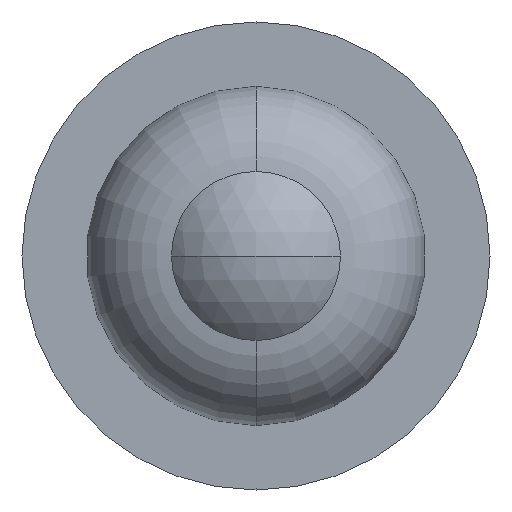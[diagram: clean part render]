
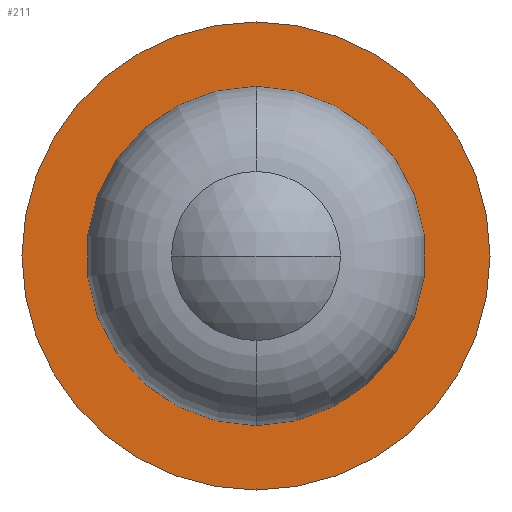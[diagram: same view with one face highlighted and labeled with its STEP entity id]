
A CAD part, front view. The second image highlights one B-rep face of the part: STEP entity #211.
In plain terms, the highlighted planar face has unit normal (0, -1, 0).
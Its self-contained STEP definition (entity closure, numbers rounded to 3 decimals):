
#7 = CIRCLE ( 'NONE', #83, 5.03 ) ;
#15 = VERTEX_POINT ( 'NONE', #263 ) ;
#17 = DIRECTION ( 'NONE',  ( 0., 0., -1. ) ) ;
#29 = EDGE_CURVE ( 'NONE', #15, #135, #294, .T. ) ;
#45 = CARTESIAN_POINT ( 'NONE',  ( 0., 25.3, 5.03 ) ) ;
#49 = CARTESIAN_POINT ( 'NONE',  ( 0., 25.3, 0. ) ) ;
#72 = EDGE_CURVE ( 'NONE', #258, #98, #7, .T. ) ;
#78 = CARTESIAN_POINT ( 'NONE',  ( 0., 25.3, 2.515 ) ) ;
#79 = FACE_OUTER_BOUND ( 'NONE', #153, .T. ) ;
#83 = AXIS2_PLACEMENT_3D ( 'NONE', #49, #167, #321 ) ;
#96 = DIRECTION ( 'NONE',  ( 0., -1., 0. ) ) ;
#98 = VERTEX_POINT ( 'NONE', #302 ) ;
#99 = CIRCLE ( 'NONE', #150, 2.515 ) ;
#111 = ORIENTED_EDGE ( 'NONE', *, *, #362, .T. ) ;
#118 = ORIENTED_EDGE ( 'NONE', *, *, #131, .F. ) ;
#119 = DIRECTION ( 'NONE',  ( 0., -1., 0. ) ) ;
#120 = CARTESIAN_POINT ( 'NONE',  ( 0., 25.3, 0. ) ) ;
#131 = EDGE_CURVE ( 'NONE', #135, #15, #99, .T. ) ;
#135 = VERTEX_POINT ( 'NONE', #78 ) ;
#145 = CARTESIAN_POINT ( 'NONE',  ( 2.515, 25.3, 0. ) ) ;
#150 = AXIS2_PLACEMENT_3D ( 'NONE', #347, #227, #332 ) ;
#153 = EDGE_LOOP ( 'NONE', ( #111, #165 ) ) ;
#163 = DIRECTION ( 'NONE',  ( 0., 0., -1. ) ) ;
#165 = ORIENTED_EDGE ( 'NONE', *, *, #72, .T. ) ;
#167 = DIRECTION ( 'NONE',  ( 0., -1., 0. ) ) ;
#176 = ORIENTED_EDGE ( 'NONE', *, *, #29, .F. ) ;
#190 = PLANE ( 'NONE',  #317 ) ;
#211 = ADVANCED_FACE ( 'NONE', ( #79, #220 ), #190, .T. ) ;
#220 = FACE_BOUND ( 'NONE', #286, .T. ) ;
#227 = DIRECTION ( 'NONE',  ( 0., -1., 0. ) ) ;
#250 = CIRCLE ( 'NONE', #324, 5.03 ) ;
#258 = VERTEX_POINT ( 'NONE', #45 ) ;
#263 = CARTESIAN_POINT ( 'NONE',  ( 0., 25.3, -2.515 ) ) ;
#286 = EDGE_LOOP ( 'NONE', ( #176, #118 ) ) ;
#293 = AXIS2_PLACEMENT_3D ( 'NONE', #120, #119, #163 ) ;
#294 = CIRCLE ( 'NONE', #293, 2.515 ) ;
#302 = CARTESIAN_POINT ( 'NONE',  ( 0., 25.3, -5.03 ) ) ;
#317 = AXIS2_PLACEMENT_3D ( 'NONE', #145, #96, #17 ) ;
#321 = DIRECTION ( 'NONE',  ( 0., 0., -1. ) ) ;
#324 = AXIS2_PLACEMENT_3D ( 'NONE', #356, #361, #364 ) ;
#332 = DIRECTION ( 'NONE',  ( 0., 0., -1. ) ) ;
#347 = CARTESIAN_POINT ( 'NONE',  ( 0., 25.3, 0. ) ) ;
#356 = CARTESIAN_POINT ( 'NONE',  ( 0., 25.3, 0. ) ) ;
#361 = DIRECTION ( 'NONE',  ( 0., -1., 0. ) ) ;
#362 = EDGE_CURVE ( 'NONE', #98, #258, #250, .T. ) ;
#364 = DIRECTION ( 'NONE',  ( 0., 0., -1. ) ) ;
